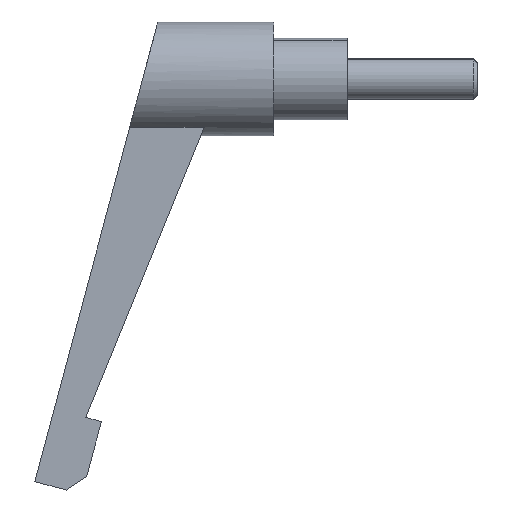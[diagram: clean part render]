
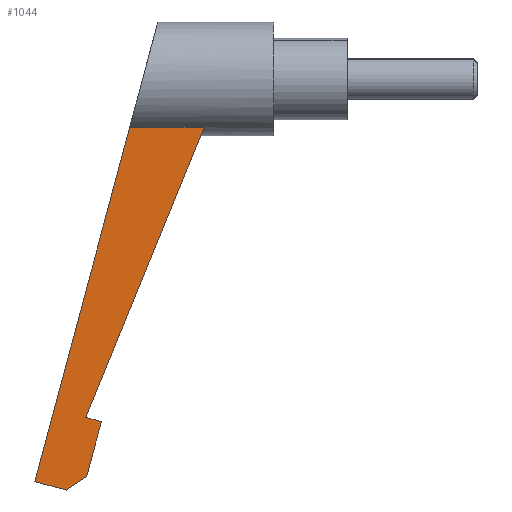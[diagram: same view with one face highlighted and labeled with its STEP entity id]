
A CAD part, left-side view. The second image highlights one B-rep face of the part: STEP entity #1044.
In plain terms, the highlighted planar face has unit normal (-1, 0, 0).
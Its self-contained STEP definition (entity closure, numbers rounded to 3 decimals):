
#38 = LINE ( 'NONE', #528, #1200 ) ;
#89 = CARTESIAN_POINT ( 'NONE',  ( -3.75, 23.014, -48.894 ) ) ;
#169 = ORIENTED_EDGE ( 'NONE', *, *, #517, .T. ) ;
#245 = LINE ( 'NONE', #1534, #1508 ) ;
#276 = VERTEX_POINT ( 'NONE', #89 ) ;
#288 = VERTEX_POINT ( 'NONE', #1355 ) ;
#312 = VECTOR ( 'NONE', #1630, 1000. ) ;
#388 = DIRECTION ( 'NONE',  ( 0., 0.966, 0.259 ) ) ;
#405 = DIRECTION ( 'NONE',  ( 0., 0.259, -0.966 ) ) ;
#436 = CARTESIAN_POINT ( 'NONE',  ( -3.75, 17.73, -5.994 ) ) ;
#450 = CARTESIAN_POINT ( 'NONE',  ( -3.75, -0.029, -5.905 ) ) ;
#455 = DIRECTION ( 'NONE',  ( 0., 1., -0.005 ) ) ;
#459 = LINE ( 'NONE', #1456, #496 ) ;
#481 = ORIENTED_EDGE ( 'NONE', *, *, #706, .T. ) ;
#496 = VECTOR ( 'NONE', #1591, 1000. ) ;
#517 = EDGE_CURVE ( 'NONE', #892, #276, #1326, .T. ) ;
#528 = CARTESIAN_POINT ( 'NONE',  ( -3.75, 15.044, 4.031 ) ) ;
#532 = VERTEX_POINT ( 'NONE', #436 ) ;
#623 = FACE_OUTER_BOUND ( 'NONE', #1392, .T. ) ;
#662 = CARTESIAN_POINT ( 'NONE',  ( -3.75, 14.344, -53.532 ) ) ;
#703 = VECTOR ( 'NONE', #455, 1000. ) ;
#706 = EDGE_CURVE ( 'NONE', #1571, #892, #1132, .T. ) ;
#814 = VECTOR ( 'NONE', #1580, 1000. ) ;
#858 = CARTESIAN_POINT ( 'NONE',  ( -3.75, 21.202, -42.132 ) ) ;
#878 = ORIENTED_EDGE ( 'NONE', *, *, #1348, .T. ) ;
#892 = VERTEX_POINT ( 'NONE', #1446 ) ;
#894 = EDGE_CURVE ( 'NONE', #288, #907, #1316, .T. ) ;
#903 = CARTESIAN_POINT ( 'NONE',  ( -3.75, 8.571, -5.948 ) ) ;
#907 = VERTEX_POINT ( 'NONE', #903 ) ;
#928 = EDGE_CURVE ( 'NONE', #907, #532, #1365, .T. ) ;
#936 = DIRECTION ( 'NONE',  ( 0., -0.378, 0.926 ) ) ;
#984 = PLANE ( 'NONE',  #1317 ) ;
#1005 = CARTESIAN_POINT ( 'NONE',  ( -3.75, 0., 0. ) ) ;
#1034 = CARTESIAN_POINT ( 'NONE',  ( -3.75, -15.502, -23.699 ) ) ;
#1044 = ADVANCED_FACE ( 'NONE', ( #623 ), #984, .F. ) ;
#1132 = LINE ( 'NONE', #662, #312 ) ;
#1172 = EDGE_CURVE ( 'NONE', #1500, #288, #245, .T. ) ;
#1182 = CARTESIAN_POINT ( 'NONE',  ( -3.75, 5.264, 2.149 ) ) ;
#1200 = VECTOR ( 'NONE', #405, 1000. ) ;
#1268 = DIRECTION ( 'NONE',  ( 1., 0., 0. ) ) ;
#1272 = CARTESIAN_POINT ( 'NONE',  ( -3.75, 29.388, -49.501 ) ) ;
#1316 = LINE ( 'NONE', #1182, #1612 ) ;
#1317 = AXIS2_PLACEMENT_3D ( 'NONE', #1005, #1268, #1372 ) ;
#1326 = LINE ( 'NONE', #1034, #814 ) ;
#1340 = ORIENTED_EDGE ( 'NONE', *, *, #928, .T. ) ;
#1348 = EDGE_CURVE ( 'NONE', #532, #1571, #38, .T. ) ;
#1355 = CARTESIAN_POINT ( 'NONE',  ( -3.75, 23.134, -41.615 ) ) ;
#1365 = LINE ( 'NONE', #450, #703 ) ;
#1372 = DIRECTION ( 'NONE',  ( 0., 0., -1. ) ) ;
#1381 = EDGE_CURVE ( 'NONE', #276, #1500, #459, .T. ) ;
#1392 = EDGE_LOOP ( 'NONE', ( #1340, #878, #481, #169, #1617, #1402, #1452 ) ) ;
#1402 = ORIENTED_EDGE ( 'NONE', *, *, #1172, .T. ) ;
#1446 = CARTESIAN_POINT ( 'NONE',  ( -3.75, 25.524, -50.536 ) ) ;
#1452 = ORIENTED_EDGE ( 'NONE', *, *, #894, .T. ) ;
#1456 = CARTESIAN_POINT ( 'NONE',  ( -3.75, 9.249, 2.478 ) ) ;
#1500 = VERTEX_POINT ( 'NONE', #858 ) ;
#1508 = VECTOR ( 'NONE', #388, 1000. ) ;
#1534 = CARTESIAN_POINT ( 'NONE',  ( -3.75, 11.953, -44.61 ) ) ;
#1571 = VERTEX_POINT ( 'NONE', #1272 ) ;
#1580 = DIRECTION ( 'NONE',  ( 0., -0.837, 0.547 ) ) ;
#1591 = DIRECTION ( 'NONE',  ( 0., -0.259, 0.966 ) ) ;
#1612 = VECTOR ( 'NONE', #936, 1000. ) ;
#1617 = ORIENTED_EDGE ( 'NONE', *, *, #1381, .T. ) ;
#1630 = DIRECTION ( 'NONE',  ( 0., -0.966, -0.259 ) ) ;
